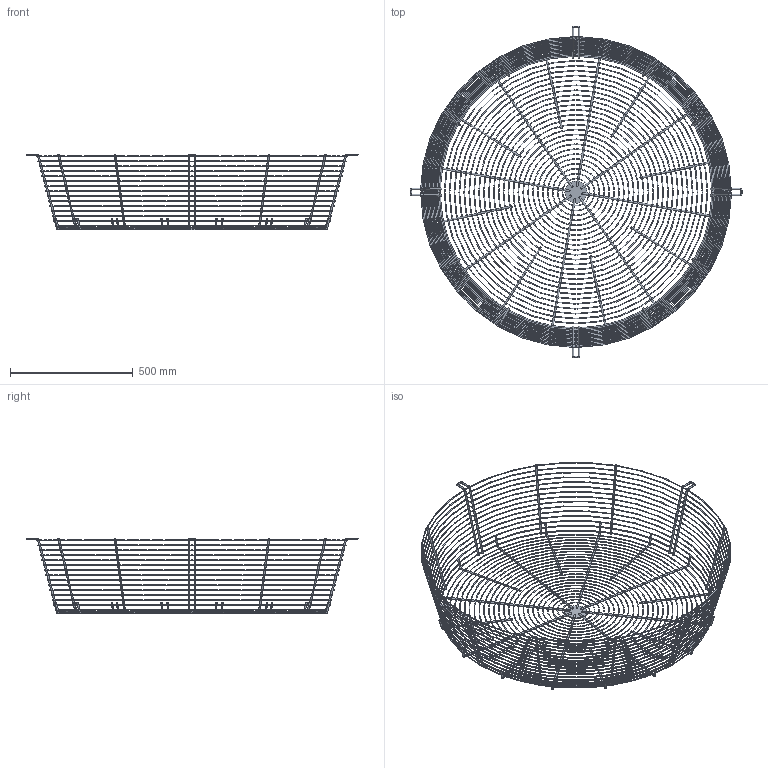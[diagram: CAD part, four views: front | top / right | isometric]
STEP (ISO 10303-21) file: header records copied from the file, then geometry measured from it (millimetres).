
FILE_DESCRIPTION (( 'STEP AP203' ), '1' );
FILE_NAME ('5RE1593_CCrc 125.STEP', '2022-02-18T11:00:47', ( '' ), ( '' ), 'SwSTEP 2.0', 'SolidWorks 2018', '' );
FILE_SCHEMA (( 'CONFIG_CONTROL_DESIGN' ));
Length unit declared in the file: millimetre
Products named in the file (1): 5RE1593_CCrc 125
Bounding box: 1351.8 x 1351.8 x 309.28 mm (x, y, z)
Volume: 1466182.5 mm3; surface area: 1440735.5 mm2
Topology: 37 solids, 37 shells, 412 faces, 1662 edges, 1060 vertices
Faces by surface type: torus 232, cylinder 122, plane 58
Entity records: 22173 total; most frequent: CARTESIAN_POINT 8249, ORIENTED_EDGE 3324, DIRECTION 2788, EDGE_CURVE 1662, AXIS2_PLACEMENT_3D 1273, VERTEX_POINT 1060, CIRCLE 860, B_SPLINE_CURVE_WITH_KNOTS 560
